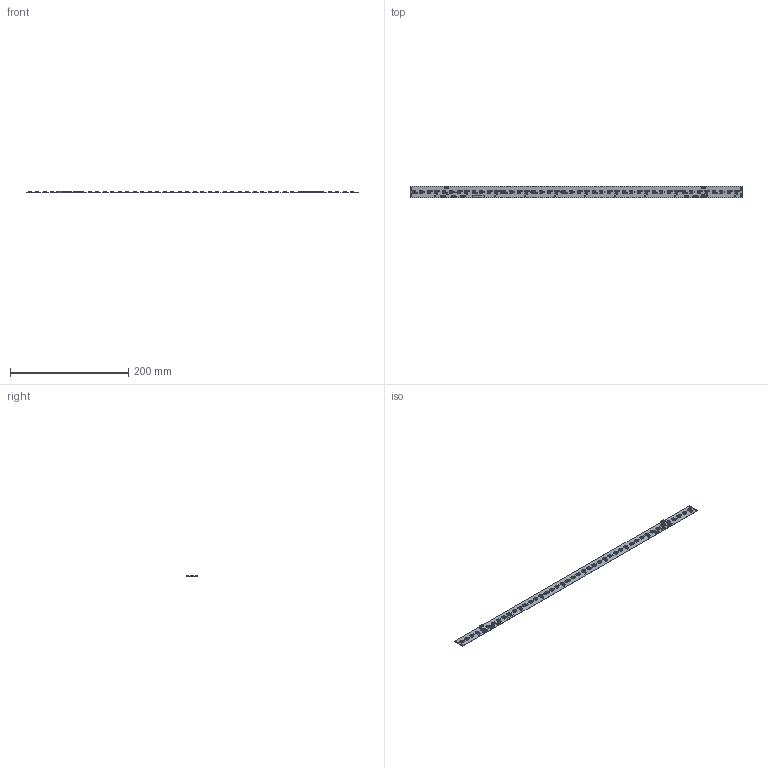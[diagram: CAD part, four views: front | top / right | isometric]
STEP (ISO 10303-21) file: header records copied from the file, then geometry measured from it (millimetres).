
FILE_DESCRIPTION (( 'STEP AP214' ), '1' );
FILE_NAME ('LUXroll RGB rev 0.STEP', '2020-06-18T20:08:49', ( '' ), ( '' ), 'SwSTEP 2.0', 'SolidWorks 2017', '' );
FILE_SCHEMA (( 'AUTOMOTIVE_DESIGN' ));
Length unit declared in the file: millimetre
Products named in the file (7): LUXroll RGB rev 0; HL-AF-5060H271BU46FU79GC-S1-T1_rotated 2; 100-0848 rev 0; Label_part number_date_bin 4mmx20mm_No Text; SOD-123F_rotated 2; 0805_rotated; Molex 1042380110_rotated
Assembly tree (90 placements, depth 2):
  LUXroll RGB rev 0
    100-0848 rev 0
    SOD-123F_rotated 2  x3
    HL-AF-5060H271BU46FU79GC-S1-T1_rotated 2  x44
    Molex 1042380110_rotated  x8
    0805_rotated  x33
    Label_part number_date_bin 4mmx20mm_No Text
Bounding box: 561.8 x 19.99 x 2.96 mm (x, y, z)
Volume: 4107.7 mm3; surface area: 29286.1 mm2
Topology: 354 solids, 354 shells, 11136 faces, 29060 edges, 19132 vertices
Faces by surface type: plane 8964, cylinder 1900, bspline 184, cone 88
Entity records: 37205 total; most frequent: CARTESIAN_POINT 7063, ORIENTED_EDGE 5306, DIRECTION 5070, EDGE_CURVE 2653, LINE 1994, VECTOR 1994, VERTEX_POINT 1746, AXIS2_PLACEMENT_3D 1538
